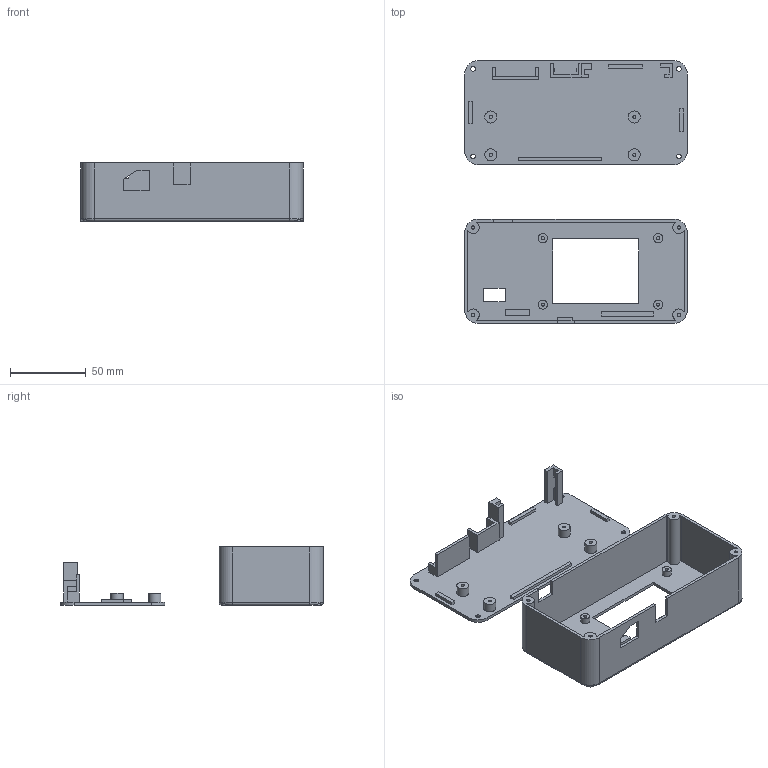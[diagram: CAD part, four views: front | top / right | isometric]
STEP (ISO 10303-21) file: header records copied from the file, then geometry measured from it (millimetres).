
FILE_DESCRIPTION(/* description */ (''),/* implementation_level */ '2;1');
FILE_NAME(/* name */ '6d289749-773b-453d-877f-a4c60ef70000.stp',/* time_stamp */ '2021-05-28T18:27:11+00:00',/* author */ (''),/* organization */ (''),/* preprocessor_version */ 'ST-DEVELOPER v18.1',/* originating_system */ 'Autodesk Translation Framework v10.9.0.1377',/* authorisation */ '');
FILE_SCHEMA (('AUTOMOTIVE_DESIGN { 1 0 10303 214 3 1 1 }'));
Length unit declared in the file: millimetre
Products named in the file (1): CO2 Gehäuse
Bounding box: 147.28 x 174 x 38.5 mm (x, y, z)
Volume: 78202 mm3; surface area: 74970.8 mm2
Topology: 2 solids, 2 shells, 202 faces, 496 edges, 325 vertices
Faces by surface type: plane 142, cylinder 52, torus 4, cone 4
Full cylindrical faces by diameter (mm): 2 x8, 2.3 x4, 3.1 x4, 6 x4, 8 x4
Entity records: 6082 total; most frequent: CARTESIAN_POINT 1132, DIRECTION 1010, ORIENTED_EDGE 992, EDGE_CURVE 496, LINE 380, VECTOR 380, VERTEX_POINT 325, AXIS2_PLACEMENT_3D 315
